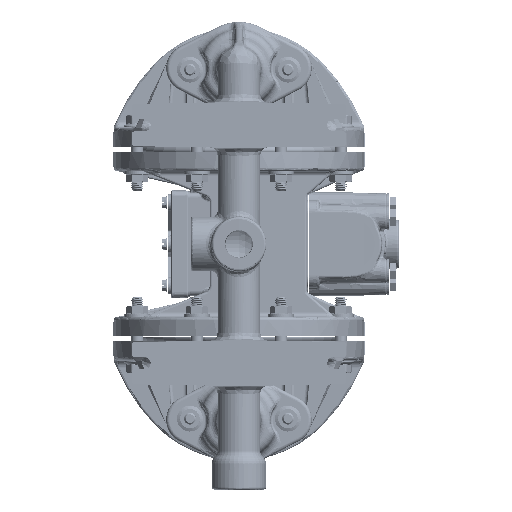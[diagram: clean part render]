
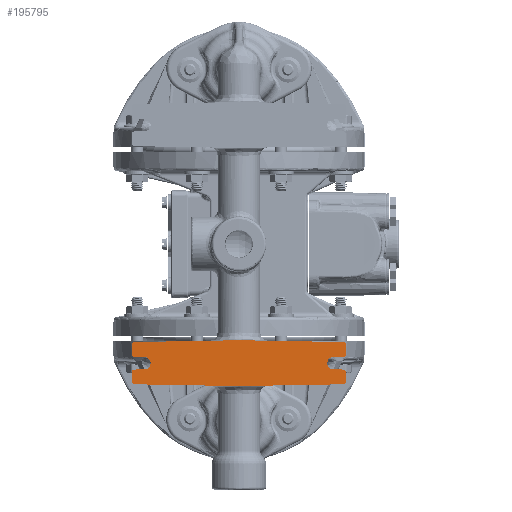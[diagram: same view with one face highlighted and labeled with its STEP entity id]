
A CAD part, front view. The second image highlights one B-rep face of the part: STEP entity #195795.
In plain terms, the highlighted planar face has unit normal (0, -1, 0).
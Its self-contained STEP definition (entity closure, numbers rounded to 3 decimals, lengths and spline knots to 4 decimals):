
#34504=CARTESIAN_POINT('',(-2.69,-6.0275,-2.5795));
#34505=DIRECTION('',(0.,1.,0.));
#34506=DIRECTION('',(-1.,0.,0.));
#34507=AXIS2_PLACEMENT_3D('',#34504,#34505,#34506);
#34509=DIRECTION('',(1.,0.,0.017));
#34510=VECTOR('',#34509,2.6915);
#34511=CARTESIAN_POINT('',(-2.691,-6.0275,-2.5195));
#34512=LINE('',#34511,#34510);
#34513=DIRECTION('',(1.,0.,-0.017));
#34514=VECTOR('',#34513,2.6915);
#34515=CARTESIAN_POINT('',(0.,-6.0275,-2.4725));
#34516=LINE('',#34515,#34514);
#34517=CARTESIAN_POINT('',(2.69,-6.0275,-2.5795));
#34518=DIRECTION('',(0.,1.,0.));
#34519=DIRECTION('',(0.017,0.,1.));
#34520=AXIS2_PLACEMENT_3D('',#34517,#34518,#34519);
#34522=CARTESIAN_POINT('',(2.69,-6.0275,-2.8385));
#34523=DIRECTION('',(0.,1.,0.));
#34524=DIRECTION('',(1.,0.,0.));
#34525=AXIS2_PLACEMENT_3D('',#34522,#34523,#34524);
#34527=DIRECTION('',(-1.,0.,-0.017));
#34528=VECTOR('',#34527,0.2619);
#34529=CARTESIAN_POINT('',(2.691,-6.0275,-2.8985));
#34530=LINE('',#34529,#34528);
#34531=CARTESIAN_POINT('',(2.4319,-6.0275,-3.0625));
#34532=DIRECTION('',(0.,-1.,0.));
#34533=DIRECTION('',(-0.017,0.,1.));
#34534=AXIS2_PLACEMENT_3D('',#34531,#34532,#34533);
#34536=DIRECTION('',(1.,0.,-0.017));
#34537=VECTOR('',#34536,0.2619);
#34538=CARTESIAN_POINT('',(2.4291,-6.0275,-3.2219));
#34539=LINE('',#34538,#34537);
#34540=CARTESIAN_POINT('',(2.69,-6.0275,-3.2865));
#34541=DIRECTION('',(0.,1.,0.));
#34542=DIRECTION('',(0.017,0.,1.));
#34543=AXIS2_PLACEMENT_3D('',#34540,#34541,#34542);
#34545=CARTESIAN_POINT('',(2.69,-6.0275,-3.5455));
#34546=DIRECTION('',(0.,1.,0.));
#34547=DIRECTION('',(1.,0.,0.));
#34548=AXIS2_PLACEMENT_3D('',#34545,#34546,#34547);
#34550=DIRECTION('',(-1.,0.,-0.017));
#34551=VECTOR('',#34550,2.6915);
#34552=CARTESIAN_POINT('',(2.691,-6.0275,-3.6055));
#34553=LINE('',#34552,#34551);
#34554=DIRECTION('',(-1.,0.,0.017));
#34555=VECTOR('',#34554,2.6915);
#34556=CARTESIAN_POINT('',(0.,-6.0275,-3.6525));
#34557=LINE('',#34556,#34555);
#34558=CARTESIAN_POINT('',(-2.69,-6.0275,-3.5455));
#34559=DIRECTION('',(0.,1.,0.));
#34560=DIRECTION('',(-0.017,0.,-1.));
#34561=AXIS2_PLACEMENT_3D('',#34558,#34559,#34560);
#34563=CARTESIAN_POINT('',(-2.69,-6.0275,-3.2865));
#34564=DIRECTION('',(0.,1.,0.));
#34565=DIRECTION('',(-1.,0.,0.));
#34566=AXIS2_PLACEMENT_3D('',#34563,#34564,#34565);
#34568=DIRECTION('',(1.,0.,0.017));
#34569=VECTOR('',#34568,0.2619);
#34570=CARTESIAN_POINT('',(-2.691,-6.0275,-3.2265));
#34571=LINE('',#34570,#34569);
#34572=CARTESIAN_POINT('',(-2.4319,-6.0275,-3.0625));
#34573=DIRECTION('',(0.,-1.,0.));
#34574=DIRECTION('',(0.017,0.,-1.));
#34575=AXIS2_PLACEMENT_3D('',#34572,#34573,#34574);
#34577=DIRECTION('',(-1.,0.,0.017));
#34578=VECTOR('',#34577,0.2619);
#34579=CARTESIAN_POINT('',(-2.4291,-6.0275,-2.9031));
#34580=LINE('',#34579,#34578);
#34581=CARTESIAN_POINT('',(-2.69,-6.0275,-2.8385));
#34582=DIRECTION('',(0.,1.,0.));
#34583=DIRECTION('',(-0.017,0.,-1.));
#34584=AXIS2_PLACEMENT_3D('',#34581,#34582,#34583);
#57896=DIRECTION('',(0.,0.,1.));
#57897=VECTOR('',#57896,0.2591);
#57898=CARTESIAN_POINT('',(2.75,-6.0275,-3.5455));
#57899=LINE('',#57898,#57897);
#57985=DIRECTION('',(0.,0.,1.));
#57986=VECTOR('',#57985,0.2591);
#57987=CARTESIAN_POINT('',(2.75,-6.0275,-2.8385));
#57988=LINE('',#57987,#57986);
#58181=DIRECTION('',(0.,0.,-1.));
#58182=VECTOR('',#58181,0.2591);
#58183=CARTESIAN_POINT('',(-2.75,-6.0275,-3.2865));
#58184=LINE('',#58183,#58182);
#58285=DIRECTION('',(0.,0.,-1.));
#58286=VECTOR('',#58285,0.2591);
#58287=CARTESIAN_POINT('',(-2.75,-6.0275,-2.5795));
#58288=LINE('',#58287,#58286);
#124110=CARTESIAN_POINT('',(0.,-6.0275,-2.4725));
#124111=VERTEX_POINT('',#124110);
#124112=CARTESIAN_POINT('',(-2.691,-6.0275,-2.5195));
#124113=VERTEX_POINT('',#124112);
#124122=CARTESIAN_POINT('',(-2.75,-6.0275,-2.5795));
#124123=VERTEX_POINT('',#124122);
#124124=CARTESIAN_POINT('',(2.691,-6.0275,-2.5195));
#124125=VERTEX_POINT('',#124124);
#124126=CARTESIAN_POINT('',(2.75,-6.0275,-2.5795));
#124127=VERTEX_POINT('',#124126);
#124128=CARTESIAN_POINT('',(2.75,-6.0275,-2.8385));
#124129=VERTEX_POINT('',#124128);
#124130=CARTESIAN_POINT('',(2.691,-6.0275,-2.8985));
#124131=VERTEX_POINT('',#124130);
#124132=CARTESIAN_POINT('',(2.4291,-6.0275,-2.9031));
#124133=VERTEX_POINT('',#124132);
#124134=CARTESIAN_POINT('',(2.4291,-6.0275,-3.2219));
#124135=VERTEX_POINT('',#124134);
#124136=CARTESIAN_POINT('',(2.691,-6.0275,-3.2265));
#124137=VERTEX_POINT('',#124136);
#124138=CARTESIAN_POINT('',(2.75,-6.0275,-3.2865));
#124139=VERTEX_POINT('',#124138);
#124140=CARTESIAN_POINT('',(2.75,-6.0275,-3.5455));
#124141=VERTEX_POINT('',#124140);
#124142=CARTESIAN_POINT('',(2.691,-6.0275,-3.6055));
#124143=VERTEX_POINT('',#124142);
#124144=CARTESIAN_POINT('',(0.,-6.0275,-3.6525));
#124145=VERTEX_POINT('',#124144);
#124146=CARTESIAN_POINT('',(-2.691,-6.0275,-3.6055));
#124147=VERTEX_POINT('',#124146);
#124148=CARTESIAN_POINT('',(-2.75,-6.0275,-3.5455));
#124149=VERTEX_POINT('',#124148);
#124150=CARTESIAN_POINT('',(-2.75,-6.0275,-3.2865));
#124151=VERTEX_POINT('',#124150);
#124152=CARTESIAN_POINT('',(-2.691,-6.0275,-3.2265));
#124153=VERTEX_POINT('',#124152);
#124154=CARTESIAN_POINT('',(-2.4291,-6.0275,-3.2219));
#124155=VERTEX_POINT('',#124154);
#124156=CARTESIAN_POINT('',(-2.4291,-6.0275,-2.9031));
#124157=VERTEX_POINT('',#124156);
#124158=CARTESIAN_POINT('',(-2.691,-6.0275,-2.8985));
#124159=VERTEX_POINT('',#124158);
#124160=CARTESIAN_POINT('',(-2.75,-6.0275,-2.8385));
#124161=VERTEX_POINT('',#124160);
#195746=CARTESIAN_POINT('',(2.41,-6.0275,3.6525));
#195747=DIRECTION('',(0.,-1.,0.));
#195748=DIRECTION('',(-1.,0.,0.));
#195749=AXIS2_PLACEMENT_3D('',#195746,#195747,#195748);
#195750=PLANE('',#195749);
#195751=ORIENTED_EDGE('',*,*,#195738,.T.);
#195752=ORIENTED_EDGE('',*,*,#195683,.T.);
#195754=ORIENTED_EDGE('',*,*,#195753,.T.);
#195756=ORIENTED_EDGE('',*,*,#195755,.T.);
#195758=ORIENTED_EDGE('',*,*,#195757,.F.);
#195760=ORIENTED_EDGE('',*,*,#195759,.T.);
#195762=ORIENTED_EDGE('',*,*,#195761,.T.);
#195764=ORIENTED_EDGE('',*,*,#195763,.T.);
#195766=ORIENTED_EDGE('',*,*,#195765,.T.);
#195768=ORIENTED_EDGE('',*,*,#195767,.T.);
#195770=ORIENTED_EDGE('',*,*,#195769,.F.);
#195772=ORIENTED_EDGE('',*,*,#195771,.T.);
#195774=ORIENTED_EDGE('',*,*,#195773,.T.);
#195776=ORIENTED_EDGE('',*,*,#195775,.T.);
#195778=ORIENTED_EDGE('',*,*,#195777,.T.);
#195780=ORIENTED_EDGE('',*,*,#195779,.F.);
#195782=ORIENTED_EDGE('',*,*,#195781,.T.);
#195784=ORIENTED_EDGE('',*,*,#195783,.T.);
#195786=ORIENTED_EDGE('',*,*,#195785,.T.);
#195788=ORIENTED_EDGE('',*,*,#195787,.T.);
#195790=ORIENTED_EDGE('',*,*,#195789,.T.);
#195792=ORIENTED_EDGE('',*,*,#195791,.F.);
#195793=EDGE_LOOP('',(#195751,#195752,#195754,#195756,#195758,#195760,#195762,
#195764,#195766,#195768,#195770,#195772,#195774,#195776,#195778,#195780,#195782,
#195784,#195786,#195788,#195790,#195792));
#195794=FACE_OUTER_BOUND('',#195793,.F.);
#195795=ADVANCED_FACE('',(#195794),#195750,.T.);
#34508=CIRCLE('',#34507,0.06);
#34521=CIRCLE('',#34520,0.06);
#34526=CIRCLE('',#34525,0.06);
#34535=CIRCLE('',#34534,0.1594);
#34544=CIRCLE('',#34543,0.06);
#34549=CIRCLE('',#34548,0.06);
#34562=CIRCLE('',#34561,0.06);
#34567=CIRCLE('',#34566,0.06);
#34576=CIRCLE('',#34575,0.1594);
#34585=CIRCLE('',#34584,0.06);
#195683=EDGE_CURVE('',#124113,#124111,#34512,.T.);
#195738=EDGE_CURVE('',#124123,#124113,#34508,.T.);
#195753=EDGE_CURVE('',#124111,#124125,#34516,.T.);
#195755=EDGE_CURVE('',#124125,#124127,#34521,.T.);
#195757=EDGE_CURVE('',#124129,#124127,#57988,.T.);
#195759=EDGE_CURVE('',#124129,#124131,#34526,.T.);
#195761=EDGE_CURVE('',#124131,#124133,#34530,.T.);
#195763=EDGE_CURVE('',#124133,#124135,#34535,.T.);
#195765=EDGE_CURVE('',#124135,#124137,#34539,.T.);
#195767=EDGE_CURVE('',#124137,#124139,#34544,.T.);
#195769=EDGE_CURVE('',#124141,#124139,#57899,.T.);
#195771=EDGE_CURVE('',#124141,#124143,#34549,.T.);
#195773=EDGE_CURVE('',#124143,#124145,#34553,.T.);
#195775=EDGE_CURVE('',#124145,#124147,#34557,.T.);
#195777=EDGE_CURVE('',#124147,#124149,#34562,.T.);
#195779=EDGE_CURVE('',#124151,#124149,#58184,.T.);
#195781=EDGE_CURVE('',#124151,#124153,#34567,.T.);
#195783=EDGE_CURVE('',#124153,#124155,#34571,.T.);
#195785=EDGE_CURVE('',#124155,#124157,#34576,.T.);
#195787=EDGE_CURVE('',#124157,#124159,#34580,.T.);
#195789=EDGE_CURVE('',#124159,#124161,#34585,.T.);
#195791=EDGE_CURVE('',#124123,#124161,#58288,.T.);
